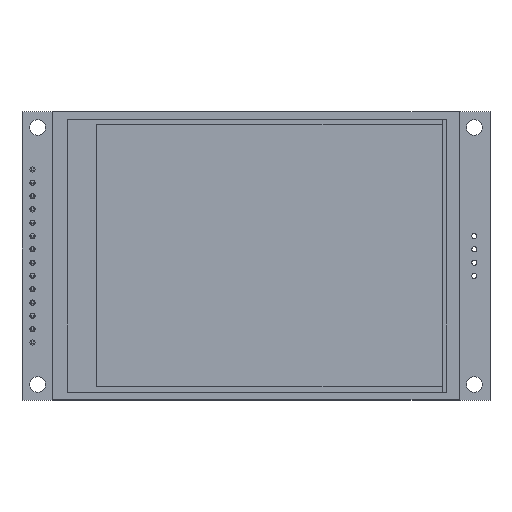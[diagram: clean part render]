
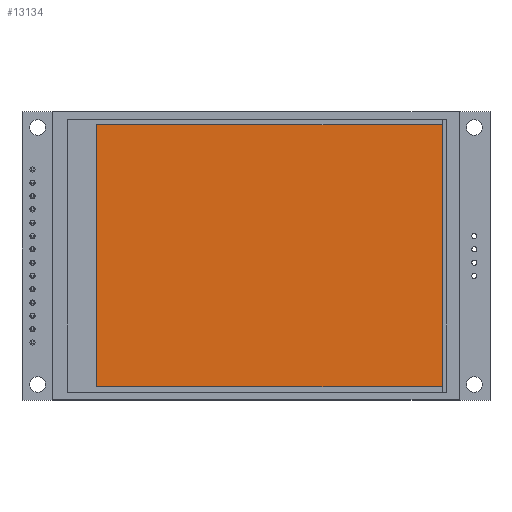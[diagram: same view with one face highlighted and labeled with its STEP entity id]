
A CAD part, top view. The second image highlights one B-rep face of the part: STEP entity #13134.
In plain terms, the highlighted planar face has unit normal (0, 0, 1).
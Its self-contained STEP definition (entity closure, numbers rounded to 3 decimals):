
#299 = CARTESIAN_POINT ( 'NONE',  ( -33., -25., 1. ) ) ;
#3041 = AXIS2_PLACEMENT_3D ( 'NONE', #5347, #11377, #17414 ) ;
#3195 = DIRECTION ( 'NONE',  ( 0., 1., 0. ) ) ;
#3980 = VECTOR ( 'NONE', #10052, 1000. ) ;
#4038 = ORIENTED_EDGE ( 'NONE', *, *, #10239, .T. ) ;
#4561 = CARTESIAN_POINT ( 'NONE',  ( 33., 25., 1. ) ) ;
#5347 = CARTESIAN_POINT ( 'NONE',  ( 0., 0., 1. ) ) ;
#5591 = VERTEX_POINT ( 'NONE', #13812 ) ;
#5703 = VECTOR ( 'NONE', #14151, 1000. ) ;
#6497 = LINE ( 'NONE', #16981, #11224 ) ;
#6582 = DIRECTION ( 'NONE',  ( 1., 0., 0. ) ) ;
#7521 = VERTEX_POINT ( 'NONE', #13636 ) ;
#8050 = EDGE_CURVE ( 'NONE', #5591, #15929, #17935, .T. ) ;
#10052 = DIRECTION ( 'NONE',  ( -1., 0., 0. ) ) ;
#10239 = EDGE_CURVE ( 'NONE', #18590, #5591, #11734, .T. ) ;
#10716 = ORIENTED_EDGE ( 'NONE', *, *, #18842, .T. ) ;
#11224 = VECTOR ( 'NONE', #6582, 1000. ) ;
#11377 = DIRECTION ( 'NONE',  ( 0., 0., 1. ) ) ;
#11495 = EDGE_LOOP ( 'NONE', ( #13970, #19295, #10716, #4038 ) ) ;
#11734 = LINE ( 'NONE', #16103, #3980 ) ;
#12252 = VECTOR ( 'NONE', #3195, 1000. ) ;
#12856 = FACE_OUTER_BOUND ( 'NONE', #11495, .T. ) ;
#13134 = ADVANCED_FACE ( 'NONE', ( #12856 ), #18896, .T. ) ;
#13636 = CARTESIAN_POINT ( 'NONE',  ( 33., -25., 1. ) ) ;
#13812 = CARTESIAN_POINT ( 'NONE',  ( -33., 25., 1. ) ) ;
#13970 = ORIENTED_EDGE ( 'NONE', *, *, #8050, .T. ) ;
#14151 = DIRECTION ( 'NONE',  ( 0., -1., 0. ) ) ;
#14595 = EDGE_CURVE ( 'NONE', #15929, #7521, #6497, .T. ) ;
#15929 = VERTEX_POINT ( 'NONE', #299 ) ;
#16103 = CARTESIAN_POINT ( 'NONE',  ( -33., 25., 1. ) ) ;
#16456 = CARTESIAN_POINT ( 'NONE',  ( -33., 25., 1. ) ) ;
#16494 = LINE ( 'NONE', #4561, #12252 ) ;
#16981 = CARTESIAN_POINT ( 'NONE',  ( -33., -25., 1. ) ) ;
#17414 = DIRECTION ( 'NONE',  ( 1., 0., 0. ) ) ;
#17935 = LINE ( 'NONE', #16456, #5703 ) ;
#18590 = VERTEX_POINT ( 'NONE', #19487 ) ;
#18842 = EDGE_CURVE ( 'NONE', #7521, #18590, #16494, .T. ) ;
#18896 = PLANE ( 'NONE',  #3041 ) ;
#19295 = ORIENTED_EDGE ( 'NONE', *, *, #14595, .T. ) ;
#19487 = CARTESIAN_POINT ( 'NONE',  ( 33., 25., 1. ) ) ;
